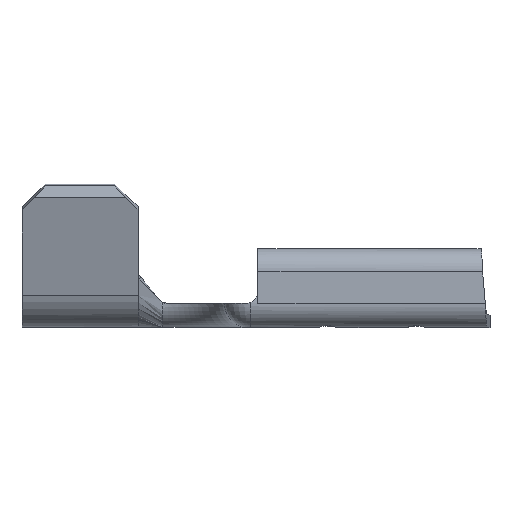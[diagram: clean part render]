
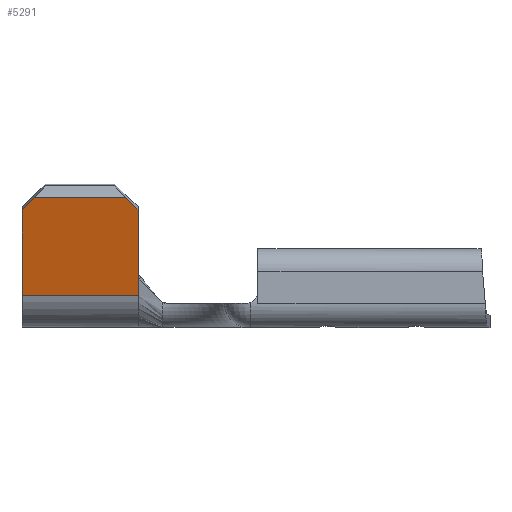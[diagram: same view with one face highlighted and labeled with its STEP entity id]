
A CAD part, top view. The second image highlights one B-rep face of the part: STEP entity #5291.
In plain terms, the highlighted planar face has unit normal (0, -0.26, 0.966).
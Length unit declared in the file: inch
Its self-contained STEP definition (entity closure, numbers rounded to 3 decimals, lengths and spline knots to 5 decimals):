
#417 = LINE ( 'NONE', #3090, #2494 ) ;
#698 = VERTEX_POINT ( 'NONE', #5372 ) ;
#735 = CARTESIAN_POINT ( 'NONE',  ( -0.455, 0.05587, 0.06187 ) ) ;
#828 = VECTOR ( 'NONE', #6672, 39.37008 ) ;
#839 = VECTOR ( 'NONE', #1679, 39.37008 ) ;
#1132 = CARTESIAN_POINT ( 'NONE',  ( -0.455, 0.05045, 0.06041 ) ) ;
#1386 = VERTEX_POINT ( 'NONE', #10168 ) ;
#1580 = LINE ( 'NONE', #4414, #5515 ) ;
#1611 = EDGE_CURVE ( 'NONE', #3071, #698, #1580, .T. ) ;
#1679 = DIRECTION ( 'NONE',  ( 0., -0.966, -0.26 ) ) ;
#1776 = CARTESIAN_POINT ( 'NONE',  ( -0.58886, 0.15294, 0.088 ) ) ;
#2052 = VECTOR ( 'NONE', #8076, 39.37008 ) ;
#2121 = CARTESIAN_POINT ( 'NONE',  ( -0.455, 0.13735, 0.0838 ) ) ;
#2367 = ORIENTED_EDGE ( 'NONE', *, *, #7193, .F. ) ;
#2494 = VECTOR ( 'NONE', #9446, 39.37008 ) ;
#2693 = DIRECTION ( 'NONE',  ( -0.707, -0.683, -0.184 ) ) ;
#2758 = LINE ( 'NONE', #7433, #8815 ) ;
#2918 = LINE ( 'NONE', #4687, #839 ) ;
#3071 = VERTEX_POINT ( 'NONE', #7207 ) ;
#3090 = CARTESIAN_POINT ( 'NONE',  ( -0.605, 0.15294, 0.088 ) ) ;
#3276 = ORIENTED_EDGE ( 'NONE', *, *, #9791, .T. ) ;
#3513 = DIRECTION ( 'NONE',  ( 0., -0.966, -0.26 ) ) ;
#3525 = VERTEX_POINT ( 'NONE', #1776 ) ;
#3594 = EDGE_LOOP ( 'NONE', ( #2367, #4810, #6145, #9984, #3276, #5463, #8467 ) ) ;
#3679 = VERTEX_POINT ( 'NONE', #2121 ) ;
#3831 = VERTEX_POINT ( 'NONE', #8910 ) ;
#3999 = VERTEX_POINT ( 'NONE', #735 ) ;
#4301 = CARTESIAN_POINT ( 'NONE',  ( -0.605, 0.02692, 0.05407 ) ) ;
#4414 = CARTESIAN_POINT ( 'NONE',  ( -0.605, 0.02692, 0.05407 ) ) ;
#4687 = CARTESIAN_POINT ( 'NONE',  ( -0.455, 0.02692, 0.05407 ) ) ;
#4810 = ORIENTED_EDGE ( 'NONE', *, *, #9649, .T. ) ;
#5197 = VECTOR ( 'NONE', #9138, 39.37008 ) ;
#5291 = ADVANCED_FACE ( 'NONE', ( #5593 ), #9887, .T. ) ;
#5372 = CARTESIAN_POINT ( 'NONE',  ( -0.455, 0.02692, 0.05407 ) ) ;
#5406 = EDGE_CURVE ( 'NONE', #3525, #3831, #2758, .T. ) ;
#5463 = ORIENTED_EDGE ( 'NONE', *, *, #1611, .T. ) ;
#5515 = VECTOR ( 'NONE', #8410, 39.37008 ) ;
#5593 = FACE_OUTER_BOUND ( 'NONE', #3594, .T. ) ;
#5996 = EDGE_CURVE ( 'NONE', #3525, #1386, #417, .T. ) ;
#6002 = LINE ( 'NONE', #8887, #2052 ) ;
#6145 = ORIENTED_EDGE ( 'NONE', *, *, #5996, .F. ) ;
#6672 = DIRECTION ( 'NONE',  ( 0., -0.966, -0.26 ) ) ;
#6706 = CARTESIAN_POINT ( 'NONE',  ( -0.605, 0.02692, 0.05407 ) ) ;
#6810 = EDGE_CURVE ( 'NONE', #3999, #698, #6822, .T. ) ;
#6822 = LINE ( 'NONE', #1132, #5197 ) ;
#7083 = AXIS2_PLACEMENT_3D ( 'NONE', #4301, #9080, #3513 ) ;
#7104 = LINE ( 'NONE', #6706, #828 ) ;
#7193 = EDGE_CURVE ( 'NONE', #3679, #3999, #2918, .T. ) ;
#7207 = CARTESIAN_POINT ( 'NONE',  ( -0.605, 0.02692, 0.05407 ) ) ;
#7433 = CARTESIAN_POINT ( 'NONE',  ( -0.66218, 0.08214, 0.06894 ) ) ;
#8076 = DIRECTION ( 'NONE',  ( -0.707, 0.683, 0.184 ) ) ;
#8410 = DIRECTION ( 'NONE',  ( 1., 0., 0. ) ) ;
#8467 = ORIENTED_EDGE ( 'NONE', *, *, #6810, .F. ) ;
#8815 = VECTOR ( 'NONE', #2693, 39.37008 ) ;
#8887 = CARTESIAN_POINT ( 'NONE',  ( -0.47282, 0.15456, 0.08844 ) ) ;
#8910 = CARTESIAN_POINT ( 'NONE',  ( -0.605, 0.13735, 0.0838 ) ) ;
#9080 = DIRECTION ( 'NONE',  ( 0., -0.26, 0.966 ) ) ;
#9138 = DIRECTION ( 'NONE',  ( 0., -0.966, -0.26 ) ) ;
#9446 = DIRECTION ( 'NONE',  ( 1., 0., 0. ) ) ;
#9649 = EDGE_CURVE ( 'NONE', #3679, #1386, #6002, .T. ) ;
#9791 = EDGE_CURVE ( 'NONE', #3831, #3071, #7104, .T. ) ;
#9887 = PLANE ( 'NONE',  #7083 ) ;
#9984 = ORIENTED_EDGE ( 'NONE', *, *, #5406, .T. ) ;
#10168 = CARTESIAN_POINT ( 'NONE',  ( -0.47114, 0.15294, 0.088 ) ) ;
